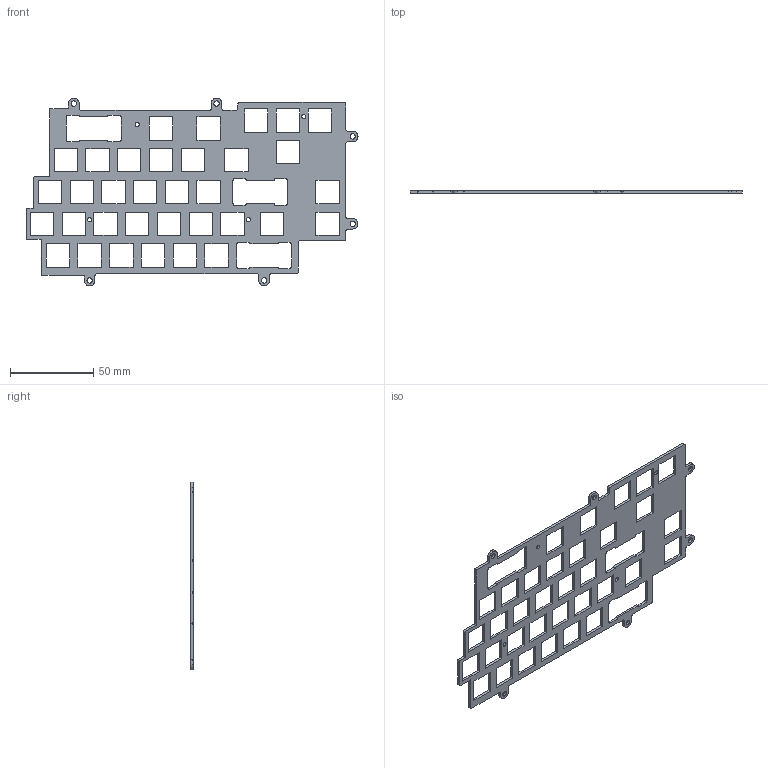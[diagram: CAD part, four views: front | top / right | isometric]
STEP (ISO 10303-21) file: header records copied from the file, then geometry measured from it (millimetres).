
FILE_DESCRIPTION (( 'STEP AP214' ), '1' );
FILE_NAME ('Split65_R_Plate_v7.STEP', '2023-03-26T15:03:18', ( '' ), ( '' ), 'SwSTEP 2.0', 'SolidWorks 2019', '' );
FILE_SCHEMA (( 'AUTOMOTIVE_DESIGN' ));
Length unit declared in the file: millimetre
Products named in the file (1): Split65_R_Plate_v7
Bounding box: 199.33 x 1.6 x 112.6 mm (x, y, z)
Volume: 15717.8 mm3; surface area: 24363.2 mm2
Topology: 1 solids, 1 shells, 316 faces, 942 edges, 628 vertices
Faces by surface type: plane 236, cylinder 80
Entity records: 10768 total; most frequent: CARTESIAN_POINT 1887, ORIENTED_EDGE 1884, DIRECTION 1736, EDGE_CURVE 942, LINE 782, VECTOR 782, VERTEX_POINT 628, AXIS2_PLACEMENT_3D 477
